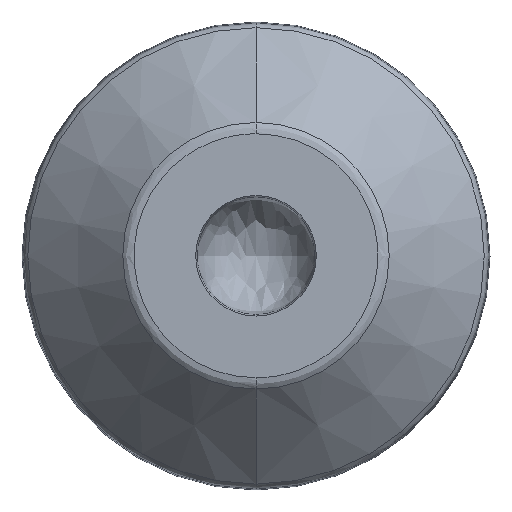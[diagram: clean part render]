
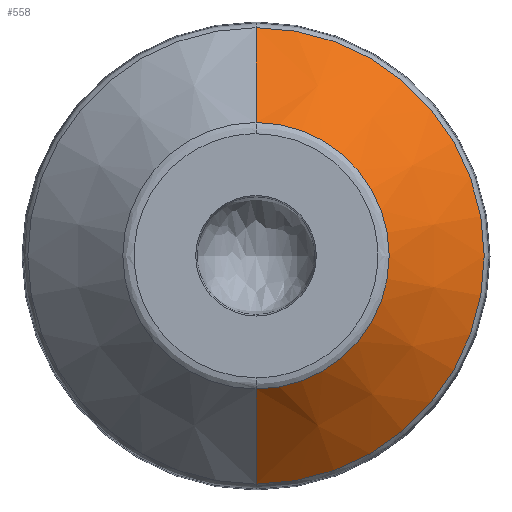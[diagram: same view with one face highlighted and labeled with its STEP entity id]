
A CAD part, top view. The second image highlights one B-rep face of the part: STEP entity #558.
In plain terms, the highlighted conical face has half-angle 45 degrees and reference radius 28.773 mm.
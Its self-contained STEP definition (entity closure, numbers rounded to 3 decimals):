
#31 = EDGE_CURVE ( 'NONE', #577, #526, #458, .T. ) ;
#33 = ORIENTED_EDGE ( 'NONE', *, *, #107, .T. ) ;
#60 = AXIS2_PLACEMENT_3D ( 'NONE', #348, #116, #392 ) ;
#107 = EDGE_CURVE ( 'NONE', #526, #149, #195, .T. ) ;
#116 = DIRECTION ( 'NONE',  ( 0., 0., 1. ) ) ;
#122 = DIRECTION ( 'NONE',  ( 0., 1., 0. ) ) ;
#149 = VERTEX_POINT ( 'NONE', #539 ) ;
#155 = CIRCLE ( 'NONE', #60, 28.773 ) ;
#162 = DIRECTION ( 'NONE',  ( 0., 0., -1. ) ) ;
#173 = DIRECTION ( 'NONE',  ( 0., 1., 0. ) ) ;
#195 = LINE ( 'NONE', #602, #235 ) ;
#235 = VECTOR ( 'NONE', #408, 1000. ) ;
#260 = DIRECTION ( 'NONE',  ( 0., 0., -1. ) ) ;
#286 = EDGE_CURVE ( 'NONE', #577, #440, #451, .T. ) ;
#299 = FACE_OUTER_BOUND ( 'NONE', #584, .T. ) ;
#310 = AXIS2_PLACEMENT_3D ( 'NONE', #443, #162, #122 ) ;
#335 = CARTESIAN_POINT ( 'NONE',  ( 0., 28.773, 7.437 ) ) ;
#338 = CARTESIAN_POINT ( 'NONE',  ( 0., -16.795, 19.414 ) ) ;
#348 = CARTESIAN_POINT ( 'NONE',  ( 0., 0., 7.437 ) ) ;
#392 = DIRECTION ( 'NONE',  ( 0., 1., 0. ) ) ;
#402 = CARTESIAN_POINT ( 'NONE',  ( 0., 0., 19.414 ) ) ;
#408 = DIRECTION ( 'NONE',  ( 0., -0.707, -0.707 ) ) ;
#418 = CARTESIAN_POINT ( 'NONE',  ( 0., 28.773, 7.437 ) ) ;
#419 = DIRECTION ( 'NONE',  ( 0., 0.707, -0.707 ) ) ;
#440 = VERTEX_POINT ( 'NONE', #335 ) ;
#443 = CARTESIAN_POINT ( 'NONE',  ( 0., 0., 7.437 ) ) ;
#451 = LINE ( 'NONE', #418, #467 ) ;
#458 = CIRCLE ( 'NONE', #573, 16.795 ) ;
#467 = VECTOR ( 'NONE', #419, 1000. ) ;
#489 = ORIENTED_EDGE ( 'NONE', *, *, #286, .F. ) ;
#525 = EDGE_CURVE ( 'NONE', #149, #440, #155, .T. ) ;
#526 = VERTEX_POINT ( 'NONE', #338 ) ;
#527 = CONICAL_SURFACE ( 'NONE', #310, 28.773, 0.785 ) ;
#536 = CARTESIAN_POINT ( 'NONE',  ( 0., 16.795, 19.414 ) ) ;
#539 = CARTESIAN_POINT ( 'NONE',  ( 0., -28.773, 7.437 ) ) ;
#557 = ORIENTED_EDGE ( 'NONE', *, *, #525, .T. ) ;
#558 = ADVANCED_FACE ( 'NONE', ( #299 ), #527, .T. ) ;
#573 = AXIS2_PLACEMENT_3D ( 'NONE', #402, #260, #173 ) ;
#577 = VERTEX_POINT ( 'NONE', #536 ) ;
#584 = EDGE_LOOP ( 'NONE', ( #610, #33, #557, #489 ) ) ;
#602 = CARTESIAN_POINT ( 'NONE',  ( 0., -28.773, 7.437 ) ) ;
#610 = ORIENTED_EDGE ( 'NONE', *, *, #31, .T. ) ;
